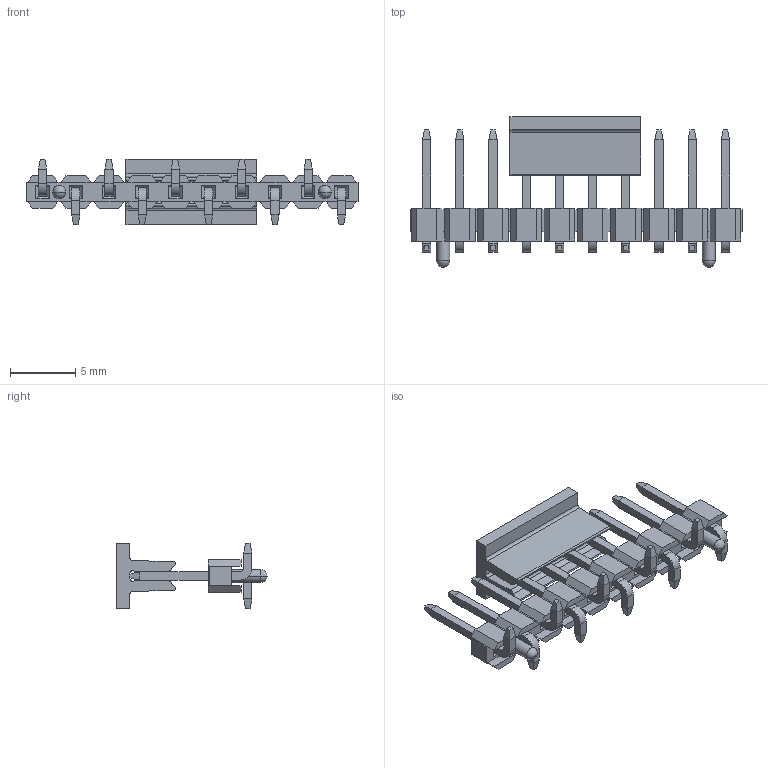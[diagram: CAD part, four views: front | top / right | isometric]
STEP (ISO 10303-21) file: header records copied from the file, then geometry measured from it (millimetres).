
FILE_DESCRIPTION( ('This file contains a STEP AP42 implementation' ,'as created by ZW3D STEP Interface translator.') ,'2;1' );
FILE_NAME( '1125-11XXXXMXXXXXXX(衄翐淏褐弇).stp' ,'23 329.1352 2', (''), ('ZWCAD Software Co.'), 'Version 1.0', 'ZW3D to STEP translator', '' );
FILE_SCHEMA(('AUTOMOTIVE_DESIGN { 1 0 10303 214 1 1 1 1 }'));
Length unit declared in the file: millimetre
Products named in the file (2): 0; 1125-1120XXM112XXXX(衄翐淏褐弇)
Bounding box: 25.4 x 11.5 x 5 mm (x, y, z)
Volume: 259.2 mm3; surface area: 905.1 mm2
Topology: 12 solids, 12 shells, 496 faces, 1212 edges, 738 vertices
Faces by surface type: plane 460, cylinder 32, sphere 4
Entity records: 14575 total; most frequent: CARTESIAN_POINT 2443, ORIENTED_EDGE 2416, DIRECTION 2270, EDGE_CURVE 1208, VECTOR 1140, LINE 1140, VERTEX_POINT 738, AXIS2_PLACEMENT_3D 565
